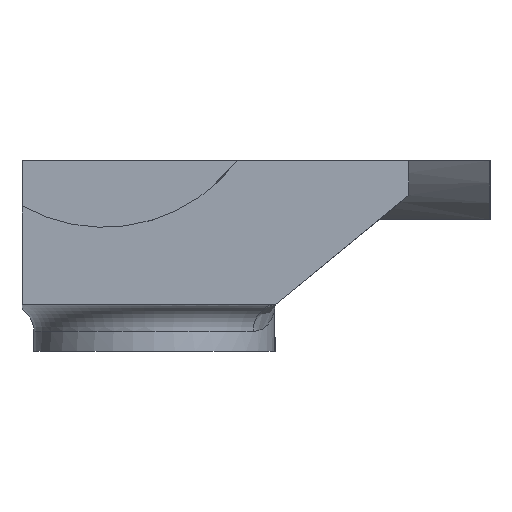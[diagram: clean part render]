
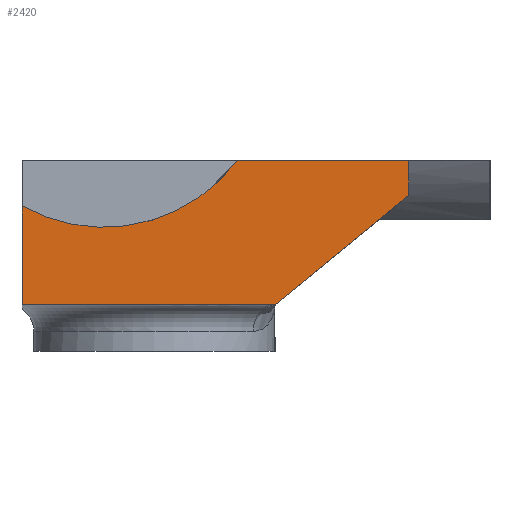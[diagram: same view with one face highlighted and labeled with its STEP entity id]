
A CAD part, left-side view. The second image highlights one B-rep face of the part: STEP entity #2420.
In plain terms, the highlighted planar face has unit normal (-1, 0, 0).
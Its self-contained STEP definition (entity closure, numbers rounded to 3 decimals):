
#144=CIRCLE('',#2668,12.5);
#278=FACE_OUTER_BOUND('',#433,.T.);
#433=EDGE_LOOP('',(#1890,#1891,#1892,#1893,#1894,#1895));
#526=LINE('',#3468,#738);
#551=LINE('',#3527,#763);
#574=LINE('',#3643,#786);
#581=LINE('',#3656,#793);
#671=LINE('',#4376,#883);
#738=VECTOR('',#2761,1000.);
#763=VECTOR('',#2806,1000.);
#786=VECTOR('',#2855,1000.);
#793=VECTOR('',#2864,1000.);
#883=VECTOR('',#3236,1000.);
#951=VERTEX_POINT('',#3465);
#952=VERTEX_POINT('',#3467);
#976=VERTEX_POINT('',#3525);
#1010=VERTEX_POINT('',#3640);
#1011=VERTEX_POINT('',#3642);
#1016=VERTEX_POINT('',#3654);
#1165=EDGE_CURVE('',#951,#952,#526,.T.);
#1195=EDGE_CURVE('',#976,#951,#551,.T.);
#1232=EDGE_CURVE('',#1010,#1011,#574,.T.);
#1239=EDGE_CURVE('',#976,#1016,#581,.T.);
#1415=EDGE_CURVE('',#1011,#1016,#144,.T.);
#1422=EDGE_CURVE('',#1010,#952,#671,.T.);
#1890=ORIENTED_EDGE('',*,*,#1415,.F.);
#1891=ORIENTED_EDGE('',*,*,#1232,.F.);
#1892=ORIENTED_EDGE('',*,*,#1422,.T.);
#1893=ORIENTED_EDGE('',*,*,#1165,.F.);
#1894=ORIENTED_EDGE('',*,*,#1195,.F.);
#1895=ORIENTED_EDGE('',*,*,#1239,.T.);
#2190=PLANE('',#2673);
#2420=ADVANCED_FACE('',(#278),#2190,.F.);
#2668=AXIS2_PLACEMENT_3D('',#4362,#3222,#3223);
#2673=AXIS2_PLACEMENT_3D('',#4375,#3234,#3235);
#2761=DIRECTION('',(0.,0.773,-0.634));
#2806=DIRECTION('',(0.,0.,-1.));
#2855=DIRECTION('',(0.,0.,1.));
#2864=DIRECTION('',(0.,1.,0.));
#3222=DIRECTION('center_axis',(-1.,0.,0.));
#3223=DIRECTION('ref_axis',(0.,0.,1.));
#3234=DIRECTION('center_axis',(1.,0.,0.));
#3235=DIRECTION('ref_axis',(0.,0.,-1.));
#3236=DIRECTION('',(0.,-1.,0.));
#3465=CARTESIAN_POINT('',(-39.903,49.625,106.866));
#3467=CARTESIAN_POINT('',(-39.903,59.625,98.666));
#3468=CARTESIAN_POINT('',(-39.903,59.625,98.666));
#3525=CARTESIAN_POINT('',(-39.903,49.625,109.466));
#3527=CARTESIAN_POINT('',(-39.903,49.625,123.609));
#3640=CARTESIAN_POINT('',(-39.903,78.595,98.666));
#3642=CARTESIAN_POINT('',(-39.903,78.595,106.067));
#3643=CARTESIAN_POINT('',(-39.903,78.595,0.));
#3654=CARTESIAN_POINT('',(-39.903,62.475,109.466));
#3656=CARTESIAN_POINT('',(-39.903,59.625,109.466));
#4362=CARTESIAN_POINT('Origin',(-39.903,72.475,116.966));
#4375=CARTESIAN_POINT('Origin',(-39.903,78.625,135.266));
#4376=CARTESIAN_POINT('',(-39.903,78.625,98.666));
